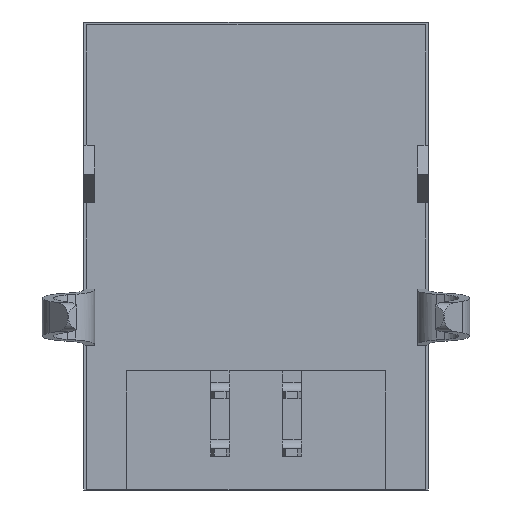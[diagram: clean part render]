
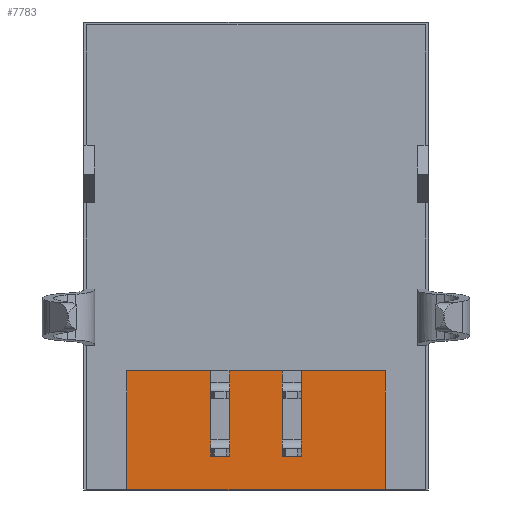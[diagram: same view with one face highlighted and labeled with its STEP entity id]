
A CAD part, front view. The second image highlights one B-rep face of the part: STEP entity #7783.
In plain terms, the highlighted planar face has unit normal (0, -1, 0).
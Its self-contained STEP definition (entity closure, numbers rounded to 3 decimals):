
#446 = VECTOR ( 'NONE', #12592, 1000. ) ;
#639 = LINE ( 'NONE', #1606, #13963 ) ;
#890 = ORIENTED_EDGE ( 'NONE', *, *, #8788, .F. ) ;
#1570 = AXIS2_PLACEMENT_3D ( 'NONE', #14074, #6330, #15374 ) ;
#1606 = CARTESIAN_POINT ( 'NONE',  ( 4.5, 4., -4. ) ) ;
#2205 = DIRECTION ( 'NONE',  ( 0., 0., -1. ) ) ;
#2515 = FACE_OUTER_BOUND ( 'NONE', #13147, .T. ) ;
#2971 = DIRECTION ( 'NONE',  ( 0., 0., -1. ) ) ;
#4845 = CARTESIAN_POINT ( 'NONE',  ( 4.5, 4., -8.14 ) ) ;
#4955 = DIRECTION ( 'NONE',  ( 1., 0., 0. ) ) ;
#6330 = DIRECTION ( 'NONE',  ( 0., 1., 0. ) ) ;
#7313 = LINE ( 'NONE', #4845, #446 ) ;
#7531 = CARTESIAN_POINT ( 'NONE',  ( 4.5, 4., -4. ) ) ;
#7772 = CARTESIAN_POINT ( 'NONE',  ( 4.5, 4., -4. ) ) ;
#7783 = ADVANCED_FACE ( 'NONE', ( #2515 ), #8875, .F. ) ;
#8076 = LINE ( 'NONE', #16296, #11083 ) ;
#8549 = ORIENTED_EDGE ( 'NONE', *, *, #10561, .F. ) ;
#8788 = EDGE_CURVE ( 'NONE', #12958, #14958, #7313, .T. ) ;
#8875 = PLANE ( 'NONE',  #1570 ) ;
#10550 = CARTESIAN_POINT ( 'NONE',  ( 4.5, 4., -8.14 ) ) ;
#10561 = EDGE_CURVE ( 'NONE', #13505, #12958, #639, .T. ) ;
#11007 = EDGE_CURVE ( 'NONE', #12758, #13505, #13325, .T. ) ;
#11083 = VECTOR ( 'NONE', #2205, 1000. ) ;
#11305 = EDGE_CURVE ( 'NONE', #12758, #14958, #8076, .T. ) ;
#12560 = CARTESIAN_POINT ( 'NONE',  ( -4.5, 4., -8.14 ) ) ;
#12592 = DIRECTION ( 'NONE',  ( -1., 0., 0. ) ) ;
#12619 = CARTESIAN_POINT ( 'NONE',  ( -4.5, 4., -4. ) ) ;
#12758 = VERTEX_POINT ( 'NONE', #12619 ) ;
#12958 = VERTEX_POINT ( 'NONE', #10550 ) ;
#13147 = EDGE_LOOP ( 'NONE', ( #13947, #890, #8549, #16227 ) ) ;
#13325 = LINE ( 'NONE', #7531, #16391 ) ;
#13505 = VERTEX_POINT ( 'NONE', #7772 ) ;
#13947 = ORIENTED_EDGE ( 'NONE', *, *, #11305, .T. ) ;
#13963 = VECTOR ( 'NONE', #2971, 1000. ) ;
#14074 = CARTESIAN_POINT ( 'NONE',  ( 4.5, 4., -4. ) ) ;
#14958 = VERTEX_POINT ( 'NONE', #12560 ) ;
#15374 = DIRECTION ( 'NONE',  ( 0., 0., 1. ) ) ;
#16227 = ORIENTED_EDGE ( 'NONE', *, *, #11007, .F. ) ;
#16296 = CARTESIAN_POINT ( 'NONE',  ( -4.5, 4., -4. ) ) ;
#16391 = VECTOR ( 'NONE', #4955, 1000. ) ;
